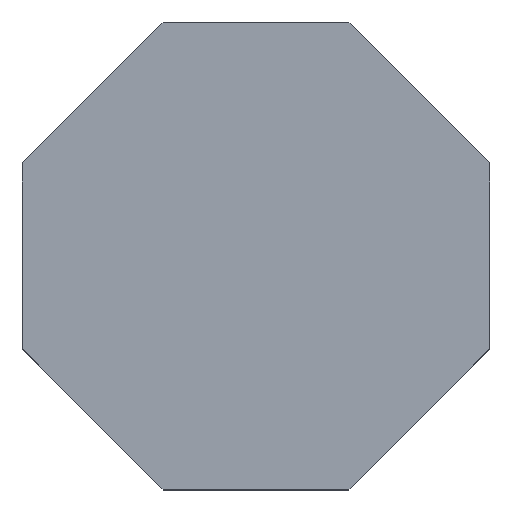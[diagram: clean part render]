
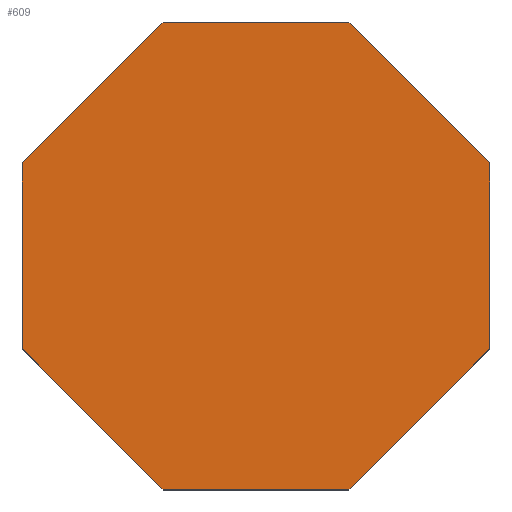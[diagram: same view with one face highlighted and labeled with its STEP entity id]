
A CAD part, top view. The second image highlights one B-rep face of the part: STEP entity #609.
In plain terms, the highlighted planar face has unit normal (0, 0, 1).
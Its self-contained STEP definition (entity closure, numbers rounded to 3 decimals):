
#21 = EDGE_CURVE('',#22,#24,#26,.T.);
#22 = VERTEX_POINT('',#23);
#23 = CARTESIAN_POINT('',(-1.65,4.15,2.8));
#24 = VERTEX_POINT('',#25);
#25 = CARTESIAN_POINT('',(-4.15,1.65,2.8));
#26 = LINE('',#27,#28);
#27 = CARTESIAN_POINT('',(-1.65,4.15,2.8));
#28 = VECTOR('',#29,1.);
#29 = DIRECTION('',(-0.707,-0.707,0.)
  );
#61 = EDGE_CURVE('',#24,#62,#64,.T.);
#62 = VERTEX_POINT('',#63);
#63 = CARTESIAN_POINT('',(-4.15,-1.65,2.8));
#64 = LINE('',#65,#66);
#65 = CARTESIAN_POINT('',(-4.15,1.65,2.8));
#66 = VECTOR('',#67,1.);
#67 = DIRECTION('',(0.,-1.,0.));
#92 = EDGE_CURVE('',#62,#93,#95,.T.);
#93 = VERTEX_POINT('',#94);
#94 = CARTESIAN_POINT('',(-1.65,-4.15,2.8));
#95 = LINE('',#96,#97);
#96 = CARTESIAN_POINT('',(-4.15,-1.65,2.8));
#97 = VECTOR('',#98,1.);
#98 = DIRECTION('',(0.707,-0.707,0.));
#123 = EDGE_CURVE('',#93,#124,#126,.T.);
#124 = VERTEX_POINT('',#125);
#125 = CARTESIAN_POINT('',(1.65,-4.15,2.8));
#126 = LINE('',#127,#128);
#127 = CARTESIAN_POINT('',(-1.65,-4.15,2.8));
#128 = VECTOR('',#129,1.);
#129 = DIRECTION('',(1.,0.,0.));
#154 = EDGE_CURVE('',#124,#155,#157,.T.);
#155 = VERTEX_POINT('',#156);
#156 = CARTESIAN_POINT('',(4.15,-1.65,2.8));
#157 = LINE('',#158,#159);
#158 = CARTESIAN_POINT('',(1.65,-4.15,2.8));
#159 = VECTOR('',#160,1.);
#160 = DIRECTION('',(0.707,0.707,0.));
#185 = EDGE_CURVE('',#155,#186,#188,.T.);
#186 = VERTEX_POINT('',#187);
#187 = CARTESIAN_POINT('',(4.15,1.65,2.8));
#188 = LINE('',#189,#190);
#189 = CARTESIAN_POINT('',(4.15,-1.65,2.8));
#190 = VECTOR('',#191,1.);
#191 = DIRECTION('',(0.,1.,0.));
#216 = EDGE_CURVE('',#186,#217,#219,.T.);
#217 = VERTEX_POINT('',#218);
#218 = CARTESIAN_POINT('',(1.65,4.15,2.8));
#219 = LINE('',#220,#221);
#220 = CARTESIAN_POINT('',(4.15,1.65,2.8));
#221 = VECTOR('',#222,1.);
#222 = DIRECTION('',(-0.707,0.707,0.)
  );
#247 = EDGE_CURVE('',#217,#22,#248,.T.);
#248 = LINE('',#249,#250);
#249 = CARTESIAN_POINT('',(1.65,4.15,2.8));
#250 = VECTOR('',#251,1.);
#251 = DIRECTION('',(-1.,0.,0.));
#609 = ADVANCED_FACE('',(#610),#620,.T.);
#610 = FACE_BOUND('',#611,.T.);
#611 = EDGE_LOOP('',(#612,#613,#614,#615,#616,#617,#618,#619));
#612 = ORIENTED_EDGE('',*,*,#21,.T.);
#613 = ORIENTED_EDGE('',*,*,#61,.T.);
#614 = ORIENTED_EDGE('',*,*,#92,.T.);
#615 = ORIENTED_EDGE('',*,*,#123,.T.);
#616 = ORIENTED_EDGE('',*,*,#154,.T.);
#617 = ORIENTED_EDGE('',*,*,#185,.T.);
#618 = ORIENTED_EDGE('',*,*,#216,.T.);
#619 = ORIENTED_EDGE('',*,*,#247,.T.);
#620 = PLANE('',#621);
#621 = AXIS2_PLACEMENT_3D('',#622,#623,#624);
#622 = CARTESIAN_POINT('',(-5.8,0.,2.8));
#623 = DIRECTION('',(0.,0.,1.));
#624 = DIRECTION('',(1.,0.,0.));
